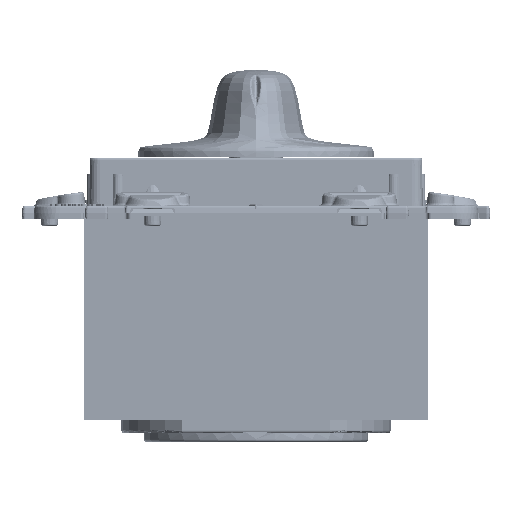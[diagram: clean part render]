
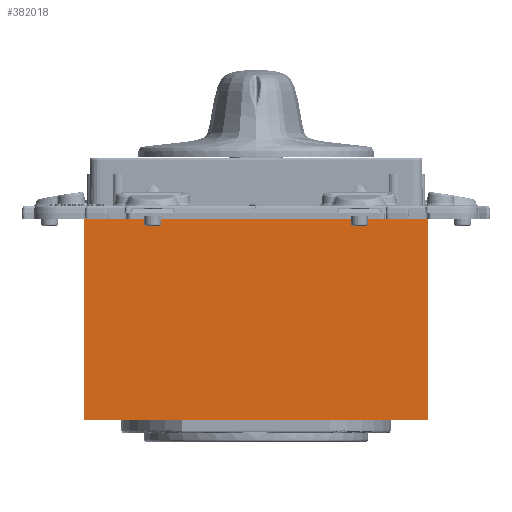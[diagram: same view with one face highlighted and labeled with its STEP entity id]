
A CAD part, left-side view. The second image highlights one B-rep face of the part: STEP entity #382018.
In plain terms, the highlighted planar face has unit normal (-1, 0, 0).
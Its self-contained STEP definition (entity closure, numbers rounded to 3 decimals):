
#381996=AXIS2_PLACEMENT_3D('Plane Axis2P3D',#381993,#381994,#381995) ;
#9877=CARTESIAN_POINT('Vertex',(-27.5,9.38,0.)) ;
#9898=CARTESIAN_POINT('Vertex',(-27.5,4.117,0.)) ;
#12027=CARTESIAN_POINT('Vertex',(-27.5,27.5,0.)) ;
#12030=CARTESIAN_POINT('Line Origine',(-27.5,18.44,0.)) ;
#12035=CARTESIAN_POINT('Line Origine',(-27.5,-11.692,0.)) ;
#12039=CARTESIAN_POINT('Vertex',(-27.5,-27.5,0.)) ;
#139480=CARTESIAN_POINT('Line Origine',(-27.5,6.749,0.)) ;
#381966=CARTESIAN_POINT('Vertex',(-27.5,27.5,-32.)) ;
#381969=CARTESIAN_POINT('Line Origine',(-27.5,27.5,-16.)) ;
#381993=CARTESIAN_POINT('Axis2P3D Location',(-27.5,-27.5,0.)) ;
#381998=CARTESIAN_POINT('Line Origine',(-27.5,0.,-32.)) ;
#382002=CARTESIAN_POINT('Vertex',(-27.5,-27.5,-32.)) ;
#382005=CARTESIAN_POINT('Line Origine',(-27.5,-27.5,-16.)) ;
#12031=DIRECTION('Vector Direction',(0.,1.,0.)) ;
#12036=DIRECTION('Vector Direction',(0.,1.,0.)) ;
#139481=DIRECTION('Vector Direction',(0.,1.,0.)) ;
#381970=DIRECTION('Vector Direction',(0.,0.,-1.)) ;
#381994=DIRECTION('Axis2P3D Direction',(-1.,0.,0.)) ;
#381995=DIRECTION('Axis2P3D XDirection',(0.,1.,0.)) ;
#381999=DIRECTION('Vector Direction',(0.,1.,0.)) ;
#382006=DIRECTION('Vector Direction',(0.,0.,-1.)) ;
#12032=VECTOR('Line Direction',#12031,1.) ;
#12037=VECTOR('Line Direction',#12036,1.) ;
#139482=VECTOR('Line Direction',#139481,1.) ;
#381971=VECTOR('Line Direction',#381970,1.) ;
#382000=VECTOR('Line Direction',#381999,1.) ;
#382007=VECTOR('Line Direction',#382006,1.) ;
#382011=ORIENTED_EDGE('',*,*,#382004,.T.) ;
#382012=ORIENTED_EDGE('',*,*,#382009,.F.) ;
#382013=ORIENTED_EDGE('',*,*,#12041,.F.) ;
#382014=ORIENTED_EDGE('',*,*,#139484,.F.) ;
#382015=ORIENTED_EDGE('',*,*,#12034,.F.) ;
#382016=ORIENTED_EDGE('',*,*,#381973,.T.) ;
#382018=ADVANCED_FACE('PartBody',(#382017),#381997,.T.) ;
#12034=EDGE_CURVE('',#12028,#9878,#12033,.F.) ;
#12041=EDGE_CURVE('',#9899,#12040,#12038,.F.) ;
#139484=EDGE_CURVE('',#9878,#9899,#139483,.F.) ;
#381973=EDGE_CURVE('',#12028,#381967,#381972,.T.) ;
#382004=EDGE_CURVE('',#381967,#382003,#382001,.F.) ;
#382009=EDGE_CURVE('',#12040,#382003,#382008,.T.) ;
#382010=EDGE_LOOP('',(#382011,#382012,#382013,#382014,#382015,#382016)) ;
#382017=FACE_OUTER_BOUND('',#382010,.T.) ;
#12033=LINE('Line',#12030,#12032) ;
#12038=LINE('Line',#12035,#12037) ;
#139483=LINE('Line',#139480,#139482) ;
#381972=LINE('Line',#381969,#381971) ;
#382001=LINE('Line',#381998,#382000) ;
#382008=LINE('Line',#382005,#382007) ;
#381997=PLANE('',#381996) ;
#9878=VERTEX_POINT('',#9877) ;
#9899=VERTEX_POINT('',#9898) ;
#12028=VERTEX_POINT('',#12027) ;
#12040=VERTEX_POINT('',#12039) ;
#381967=VERTEX_POINT('',#381966) ;
#382003=VERTEX_POINT('',#382002) ;
